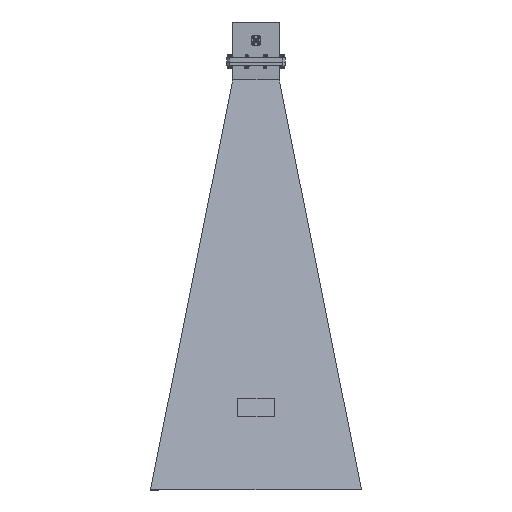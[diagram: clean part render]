
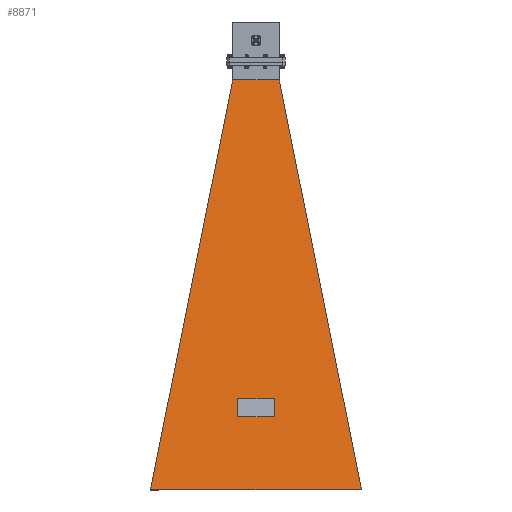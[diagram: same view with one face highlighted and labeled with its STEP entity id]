
A CAD part, top view. The second image highlights one B-rep face of the part: STEP entity #8871.
In plain terms, the highlighted face is planar.
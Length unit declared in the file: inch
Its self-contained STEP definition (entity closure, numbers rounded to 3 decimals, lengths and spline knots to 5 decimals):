
#91 = DIRECTION ( 'NONE',  ( 0., -1., 0. ) ) ;
#186 = CARTESIAN_POINT ( 'NONE',  ( 3.47805, 1., 19.24679 ) ) ;
#205 = DIRECTION ( 'NONE',  ( -0.159, 0., -0.987 ) ) ;
#237 = LINE ( 'NONE', #13707, #7888 ) ;
#996 = ORIENTED_EDGE ( 'NONE', *, *, #12192, .T. ) ;
#1049 = ORIENTED_EDGE ( 'NONE', *, *, #4960, .T. ) ;
#1924 = VERTEX_POINT ( 'NONE', #2004 ) ;
#2004 = CARTESIAN_POINT ( 'NONE',  ( 3.63724, -1., 20.23404 ) ) ;
#2064 = CARTESIAN_POINT ( 'NONE',  ( 3.63724, -1., 20.23404 ) ) ;
#2195 = FACE_BOUND ( 'NONE', #12340, .T. ) ;
#2287 = VECTOR ( 'NONE', #8877, 39.37008 ) ;
#3019 = EDGE_CURVE ( 'NONE', #10045, #9507, #11799, .T. ) ;
#3263 = VECTOR ( 'NONE', #9830, 39.37008 ) ;
#3335 = CARTESIAN_POINT ( 'NONE',  ( 0.69055, 1.26364, 1.95904 ) ) ;
#3482 = LINE ( 'NONE', #10066, #13729 ) ;
#4570 = VERTEX_POINT ( 'NONE', #8907 ) ;
#4960 = EDGE_CURVE ( 'NONE', #12713, #13113, #6011, .T. ) ;
#5851 = EDGE_CURVE ( 'NONE', #1924, #6301, #14122, .T. ) ;
#6011 = LINE ( 'NONE', #10296, #10516 ) ;
#6301 = VERTEX_POINT ( 'NONE', #12310 ) ;
#6307 = CARTESIAN_POINT ( 'NONE',  ( 4.27398, 5.7199, 24.18303 ) ) ;
#6767 = CARTESIAN_POINT ( 'NONE',  ( 4.27398, -5.7199, 24.18303 ) ) ;
#6850 = EDGE_CURVE ( 'NONE', #9507, #1924, #237, .T. ) ;
#6883 = LINE ( 'NONE', #3335, #11780 ) ;
#6927 = DIRECTION ( 'NONE',  ( 0.987, 0., -0.159 ) ) ;
#7828 = DIRECTION ( 'NONE',  ( 0.156, 0.194, 0.968 ) ) ;
#7853 = LINE ( 'NONE', #6767, #2287 ) ;
#7888 = VECTOR ( 'NONE', #91, 39.37008 ) ;
#8124 = CARTESIAN_POINT ( 'NONE',  ( 0.69055, 1.26364, 1.95904 ) ) ;
#8317 = ORIENTED_EDGE ( 'NONE', *, *, #5851, .F. ) ;
#8367 = AXIS2_PLACEMENT_3D ( 'NONE', #10245, #6927, #205 ) ;
#8370 = ORIENTED_EDGE ( 'NONE', *, *, #9169, .T. ) ;
#8435 = DIRECTION ( 'NONE',  ( 0.159, 0., 0.987 ) ) ;
#8871 = ADVANCED_FACE ( 'NONE', ( #2195, #9111 ), #12459, .T. ) ;
#8877 = DIRECTION ( 'NONE',  ( -0.156, 0.194, -0.968 ) ) ;
#8907 = CARTESIAN_POINT ( 'NONE',  ( 0.69055, -1.26364, 1.95904 ) ) ;
#9111 = FACE_OUTER_BOUND ( 'NONE', #9924, .T. ) ;
#9169 = EDGE_CURVE ( 'NONE', #13113, #4570, #7853, .T. ) ;
#9219 = DIRECTION ( 'NONE',  ( 0., -1., 0. ) ) ;
#9463 = EDGE_CURVE ( 'NONE', #6301, #10045, #3482, .T. ) ;
#9507 = VERTEX_POINT ( 'NONE', #12282 ) ;
#9815 = ORIENTED_EDGE ( 'NONE', *, *, #3019, .F. ) ;
#9830 = DIRECTION ( 'NONE',  ( -0.159, 0., -0.987 ) ) ;
#9914 = DIRECTION ( 'NONE',  ( 0., 1., 0. ) ) ;
#9924 = EDGE_LOOP ( 'NONE', ( #13566, #996, #1049, #8370 ) ) ;
#10045 = VERTEX_POINT ( 'NONE', #186 ) ;
#10066 = CARTESIAN_POINT ( 'NONE',  ( 3.47805, -1., 19.24679 ) ) ;
#10072 = VERTEX_POINT ( 'NONE', #8124 ) ;
#10245 = CARTESIAN_POINT ( 'NONE',  ( 2.48, 0., 13.05697 ) ) ;
#10296 = CARTESIAN_POINT ( 'NONE',  ( 4.27398, 0., 24.18303 ) ) ;
#10516 = VECTOR ( 'NONE', #9219, 39.37008 ) ;
#10687 = VECTOR ( 'NONE', #8435, 39.37008 ) ;
#10858 = LINE ( 'NONE', #12055, #13164 ) ;
#11780 = VECTOR ( 'NONE', #7828, 39.37008 ) ;
#11799 = LINE ( 'NONE', #13961, #10687 ) ;
#12055 = CARTESIAN_POINT ( 'NONE',  ( 0.69055, 0., 1.95904 ) ) ;
#12192 = EDGE_CURVE ( 'NONE', #10072, #12713, #6883, .T. ) ;
#12270 = ORIENTED_EDGE ( 'NONE', *, *, #9463, .F. ) ;
#12282 = CARTESIAN_POINT ( 'NONE',  ( 3.63724, 1., 20.23404 ) ) ;
#12310 = CARTESIAN_POINT ( 'NONE',  ( 3.47805, -1., 19.24679 ) ) ;
#12340 = EDGE_LOOP ( 'NONE', ( #12409, #9815, #12270, #8317 ) ) ;
#12343 = DIRECTION ( 'NONE',  ( 0., 1., 0. ) ) ;
#12409 = ORIENTED_EDGE ( 'NONE', *, *, #6850, .F. ) ;
#12459 = PLANE ( 'NONE',  #8367 ) ;
#12713 = VERTEX_POINT ( 'NONE', #6307 ) ;
#12755 = EDGE_CURVE ( 'NONE', #4570, #10072, #10858, .T. ) ;
#13026 = CARTESIAN_POINT ( 'NONE',  ( 4.27398, -5.7199, 24.18303 ) ) ;
#13113 = VERTEX_POINT ( 'NONE', #13026 ) ;
#13164 = VECTOR ( 'NONE', #9914, 39.37008 ) ;
#13566 = ORIENTED_EDGE ( 'NONE', *, *, #12755, .T. ) ;
#13707 = CARTESIAN_POINT ( 'NONE',  ( 3.63724, -1., 20.23404 ) ) ;
#13729 = VECTOR ( 'NONE', #12343, 39.37008 ) ;
#13961 = CARTESIAN_POINT ( 'NONE',  ( 3.63724, 1., 20.23404 ) ) ;
#14122 = LINE ( 'NONE', #2064, #3263 ) ;
